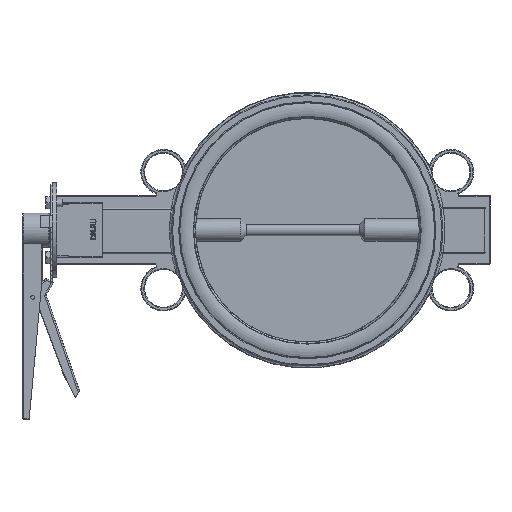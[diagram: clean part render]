
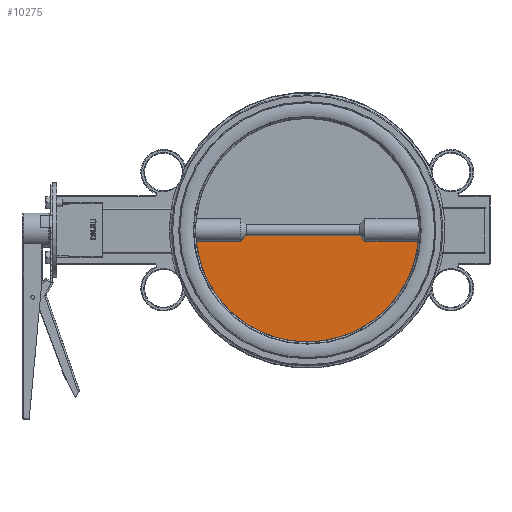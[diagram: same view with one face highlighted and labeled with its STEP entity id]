
A CAD part, left-side view. The second image highlights one B-rep face of the part: STEP entity #10275.
In plain terms, the highlighted face is planar.
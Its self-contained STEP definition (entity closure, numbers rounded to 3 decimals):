
#52=(
BOUNDED_CURVE()
B_SPLINE_CURVE(2,(#18031,#18032,#18033,#18034),.UNSPECIFIED.,.F.,.F.)
B_SPLINE_CURVE_WITH_KNOTS((3,1,3),(18.573,18.741,19.644),
 .UNSPECIFIED.)
CURVE()
GEOMETRIC_REPRESENTATION_ITEM()
RATIONAL_B_SPLINE_CURVE((8.136,7.868,6.124,
4.496))
REPRESENTATION_ITEM('')
);
#54=(
BOUNDED_CURVE()
B_SPLINE_CURVE(2,(#18055,#18056,#18057,#18058),.UNSPECIFIED.,.F.,.F.)
B_SPLINE_CURVE_WITH_KNOTS((3,1,3),(1.118,1.498,2.366),
 .UNSPECIFIED.)
CURVE()
GEOMETRIC_REPRESENTATION_ITEM()
RATIONAL_B_SPLINE_CURVE((5.227,5.911,8.077,
9.459))
REPRESENTATION_ITEM('')
);
#900=FACE_OUTER_BOUND('',#1478,.T.);
#1478=EDGE_LOOP('',(#7617,#7618,#7619,#7620,#7621,#7622));
#2154=LINE('',#18051,#2943);
#2155=LINE('',#18062,#2944);
#2156=LINE('',#18065,#2945);
#2943=VECTOR('',#12938,10.);
#2944=VECTOR('',#12947,10.);
#2945=VECTOR('',#12950,10.);
#3601=CIRCLE('',#11205,147.742);
#4296=VERTEX_POINT('',#18028);
#4297=VERTEX_POINT('',#18030);
#4302=VERTEX_POINT('',#18050);
#4303=VERTEX_POINT('',#18054);
#4304=VERTEX_POINT('',#18061);
#4305=VERTEX_POINT('',#18063);
#5475=EDGE_CURVE('',#4297,#4296,#52,.T.);
#5482=EDGE_CURVE('',#4302,#4297,#2154,.T.);
#5484=EDGE_CURVE('',#4303,#4302,#54,.T.);
#5486=EDGE_CURVE('',#4296,#4304,#2155,.T.);
#5487=EDGE_CURVE('',#4305,#4304,#3601,.T.);
#5488=EDGE_CURVE('',#4305,#4303,#2156,.T.);
#7617=ORIENTED_EDGE('',*,*,#5475,.T.);
#7618=ORIENTED_EDGE('',*,*,#5486,.T.);
#7619=ORIENTED_EDGE('',*,*,#5487,.F.);
#7620=ORIENTED_EDGE('',*,*,#5488,.T.);
#7621=ORIENTED_EDGE('',*,*,#5484,.T.);
#7622=ORIENTED_EDGE('',*,*,#5482,.T.);
#9385=PLANE('',#11204);
#10275=ADVANCED_FACE('',(#900),#9385,.T.);
#11204=AXIS2_PLACEMENT_3D('',#18060,#12945,#12946);
#11205=AXIS2_PLACEMENT_3D('',#18064,#12948,#12949);
#12938=DIRECTION('',(0.,1.,0.));
#12945=DIRECTION('center_axis',(0.,0.,-1.));
#12946=DIRECTION('ref_axis',(-1.,0.,0.));
#12947=DIRECTION('',(0.,1.,0.));
#12948=DIRECTION('center_axis',(0.,0.,1.));
#12949=DIRECTION('ref_axis',(1.,0.,0.));
#12950=DIRECTION('',(0.,1.,0.));
#18028=CARTESIAN_POINT('',(14.896,192.25,-41.782));
#18030=CARTESIAN_POINT('',(7.289,184.75,-41.782));
#18031=CARTESIAN_POINT('Ctrl Pts',(7.289,184.75,-41.782));
#18032=CARTESIAN_POINT('Ctrl Pts',(7.614,185.065,-41.782));
#18033=CARTESIAN_POINT('Ctrl Pts',(10.408,187.793,-41.782));
#18034=CARTESIAN_POINT('Ctrl Pts',(14.896,192.25,-41.782));
#18050=CARTESIAN_POINT('',(7.289,35.25,-41.782));
#18051=CARTESIAN_POINT('',(7.289,27.75,-41.782));
#18054=CARTESIAN_POINT('',(14.896,27.75,-41.782));
#18055=CARTESIAN_POINT('Ctrl Pts',(14.896,27.75,-41.782));
#18056=CARTESIAN_POINT('Ctrl Pts',(12.944,29.688,-41.782));
#18057=CARTESIAN_POINT('Ctrl Pts',(8.921,33.664,-41.782));
#18058=CARTESIAN_POINT('Ctrl Pts',(7.289,35.25,-41.782));
#18060=CARTESIAN_POINT('Origin',(0.,-43.872,-41.782));
#18061=CARTESIAN_POINT('',(14.896,250.859,-41.782));
#18062=CARTESIAN_POINT('',(14.896,192.25,-41.782));
#18063=CARTESIAN_POINT('',(14.896,-43.119,-41.782));
#18064=CARTESIAN_POINT('Origin',(0.,103.87,-41.782));
#18065=CARTESIAN_POINT('',(14.896,0.,-41.782));
